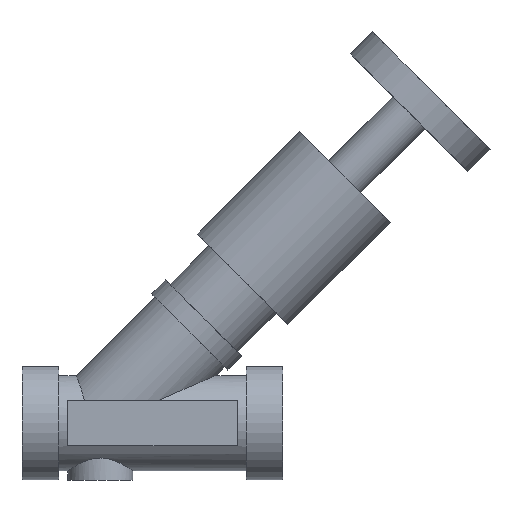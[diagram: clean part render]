
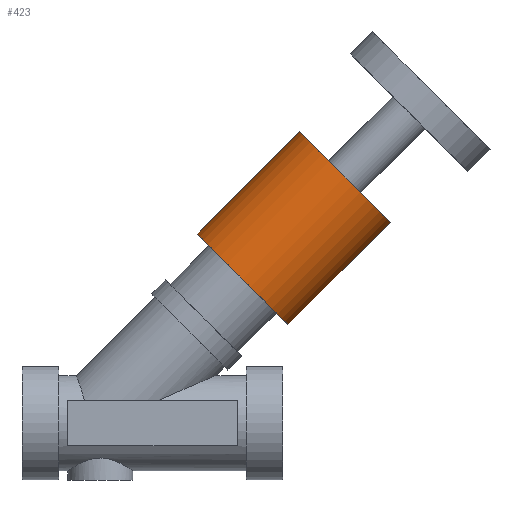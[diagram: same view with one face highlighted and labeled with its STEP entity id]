
A CAD part, front view. The second image highlights one B-rep face of the part: STEP entity #423.
In plain terms, the highlighted cylindrical face has radius 27.009 mm (diameter 54.017 mm), a full revolution.
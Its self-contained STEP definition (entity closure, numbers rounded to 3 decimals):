
#133=ORIENTED_EDGE('',*,*,#217,.F.);
#134=ORIENTED_EDGE('',*,*,#218,.T.);
#217=EDGE_CURVE('',#264,#264,#294,.T.);
#218=EDGE_CURVE('',#265,#265,#295,.T.);
#264=VERTEX_POINT('',#775);
#265=VERTEX_POINT('',#777);
#294=CIRCLE('',#488,27.009);
#295=CIRCLE('',#489,27.009);
#327=EDGE_LOOP('',(#133));
#328=EDGE_LOOP('',(#134));
#377=FACE_BOUND('',#327,.T.);
#378=FACE_BOUND('',#328,.T.);
#406=CYLINDRICAL_SURFACE('',#487,27.009);
#423=ADVANCED_FACE('',(#377,#378),#406,.T.);
#487=AXIS2_PLACEMENT_3D('',#773,#585,#586);
#488=AXIS2_PLACEMENT_3D('',#774,#587,#588);
#489=AXIS2_PLACEMENT_3D('',#776,#589,#590);
#585=DIRECTION('',(-0.707,0.,-0.707));
#586=DIRECTION('',(-0.707,0.,0.707));
#587=DIRECTION('',(0.707,0.,0.707));
#588=DIRECTION('',(0.707,0.,-0.707));
#589=DIRECTION('',(0.707,0.,0.707));
#590=DIRECTION('',(0.707,0.,-0.707));
#773=CARTESIAN_POINT('',(81.089,0.,103.839));
#774=CARTESIAN_POINT('',(81.089,0.,103.839));
#775=CARTESIAN_POINT('',(100.187,0.,84.741));
#776=CARTESIAN_POINT('',(37.92,0.,60.67));
#777=CARTESIAN_POINT('',(57.018,0.,41.572));
